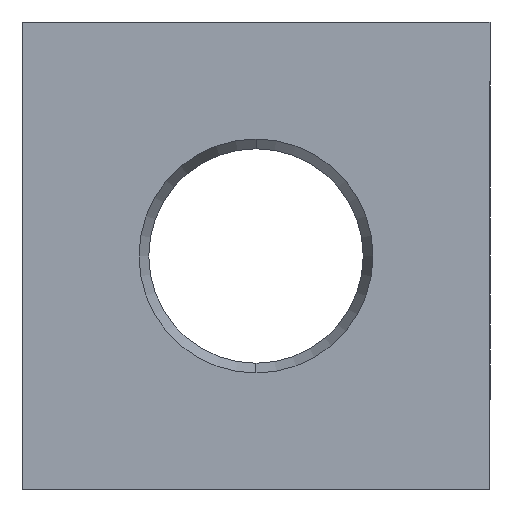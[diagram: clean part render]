
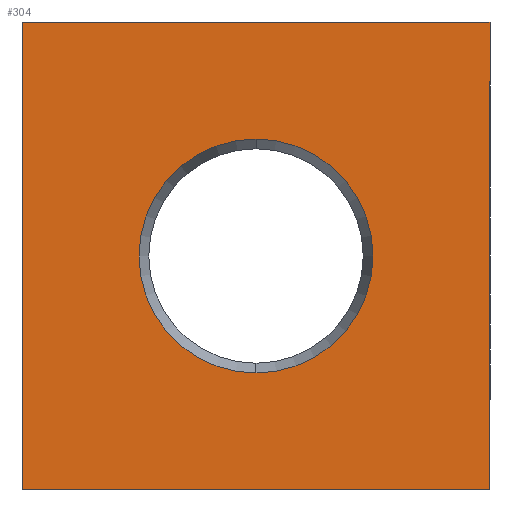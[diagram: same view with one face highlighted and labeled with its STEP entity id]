
A CAD part, front view. The second image highlights one B-rep face of the part: STEP entity #304.
In plain terms, the highlighted planar face has unit normal (0, -1, 0).
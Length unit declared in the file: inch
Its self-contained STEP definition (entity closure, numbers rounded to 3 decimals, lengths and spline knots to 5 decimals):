
#3 = CARTESIAN_POINT ( 'NONE',  ( -0.75, 0., -0.75 ) ) ;
#13 = CIRCLE ( 'NONE', #197, 0.375 ) ;
#21 = EDGE_CURVE ( 'NONE', #225, #314, #395, .T. ) ;
#43 = DIRECTION ( 'NONE',  ( -1., 0., 0. ) ) ;
#79 = VERTEX_POINT ( 'NONE', #3 ) ;
#93 = CARTESIAN_POINT ( 'NONE',  ( 0.75, 0., 0.75 ) ) ;
#109 = DIRECTION ( 'NONE',  ( 0., 0., -1. ) ) ;
#118 = ORIENTED_EDGE ( 'NONE', *, *, #353, .F. ) ;
#122 = FACE_BOUND ( 'NONE', #633, .T. ) ;
#143 = CARTESIAN_POINT ( 'NONE',  ( 0.75, 0., -0.75 ) ) ;
#151 = LINE ( 'NONE', #350, #585 ) ;
#153 = CARTESIAN_POINT ( 'NONE',  ( -0.75, 0., -0.75 ) ) ;
#169 = CARTESIAN_POINT ( 'NONE',  ( 0., 0., 0. ) ) ;
#180 = FACE_OUTER_BOUND ( 'NONE', #245, .T. ) ;
#181 = VECTOR ( 'NONE', #638, 39.37008 ) ;
#197 = AXIS2_PLACEMENT_3D ( 'NONE', #169, #476, #109 ) ;
#198 = CARTESIAN_POINT ( 'NONE',  ( -0.75, 0., 0.75 ) ) ;
#210 = CARTESIAN_POINT ( 'NONE',  ( 0., 0., 0.375 ) ) ;
#225 = VERTEX_POINT ( 'NONE', #93 ) ;
#228 = ORIENTED_EDGE ( 'NONE', *, *, #275, .F. ) ;
#245 = EDGE_LOOP ( 'NONE', ( #307, #550, #526, #118 ) ) ;
#274 = CARTESIAN_POINT ( 'NONE',  ( 0., 0., 0. ) ) ;
#275 = EDGE_CURVE ( 'NONE', #292, #680, #300, .T. ) ;
#292 = VERTEX_POINT ( 'NONE', #430 ) ;
#300 = CIRCLE ( 'NONE', #354, 0.375 ) ;
#301 = LINE ( 'NONE', #525, #617 ) ;
#304 = ADVANCED_FACE ( 'NONE', ( #122, #180 ), #552, .F. ) ;
#307 = ORIENTED_EDGE ( 'NONE', *, *, #698, .F. ) ;
#314 = VERTEX_POINT ( 'NONE', #143 ) ;
#333 = CARTESIAN_POINT ( 'NONE',  ( 0.75, 0., -0.75 ) ) ;
#340 = EDGE_CURVE ( 'NONE', #314, #79, #301, .T. ) ;
#350 = CARTESIAN_POINT ( 'NONE',  ( -0.75, 0., 0.75 ) ) ;
#353 = EDGE_CURVE ( 'NONE', #640, #225, #151, .T. ) ;
#354 = AXIS2_PLACEMENT_3D ( 'NONE', #274, #380, #549 ) ;
#380 = DIRECTION ( 'NONE',  ( 0., -1., 0. ) ) ;
#395 = LINE ( 'NONE', #333, #443 ) ;
#396 = EDGE_CURVE ( 'NONE', #680, #292, #13, .T. ) ;
#404 = DIRECTION ( 'NONE',  ( 1., 0., 0. ) ) ;
#415 = LINE ( 'NONE', #153, #181 ) ;
#430 = CARTESIAN_POINT ( 'NONE',  ( 0., 0., -0.375 ) ) ;
#443 = VECTOR ( 'NONE', #562, 39.37008 ) ;
#476 = DIRECTION ( 'NONE',  ( 0., -1., 0. ) ) ;
#486 = AXIS2_PLACEMENT_3D ( 'NONE', #198, #521, #516 ) ;
#516 = DIRECTION ( 'NONE',  ( 0., 0., 1. ) ) ;
#517 = ORIENTED_EDGE ( 'NONE', *, *, #396, .F. ) ;
#521 = DIRECTION ( 'NONE',  ( 0., 1., 0. ) ) ;
#525 = CARTESIAN_POINT ( 'NONE',  ( -0.75, 0., -0.75 ) ) ;
#526 = ORIENTED_EDGE ( 'NONE', *, *, #21, .F. ) ;
#529 = CARTESIAN_POINT ( 'NONE',  ( -0.75, 0., 0.75 ) ) ;
#549 = DIRECTION ( 'NONE',  ( 0., 0., -1. ) ) ;
#550 = ORIENTED_EDGE ( 'NONE', *, *, #340, .F. ) ;
#552 = PLANE ( 'NONE',  #486 ) ;
#562 = DIRECTION ( 'NONE',  ( 0., 0., -1. ) ) ;
#585 = VECTOR ( 'NONE', #404, 39.37008 ) ;
#617 = VECTOR ( 'NONE', #43, 39.37008 ) ;
#633 = EDGE_LOOP ( 'NONE', ( #228, #517 ) ) ;
#638 = DIRECTION ( 'NONE',  ( 0., 0., 1. ) ) ;
#640 = VERTEX_POINT ( 'NONE', #529 ) ;
#680 = VERTEX_POINT ( 'NONE', #210 ) ;
#698 = EDGE_CURVE ( 'NONE', #79, #640, #415, .T. ) ;
